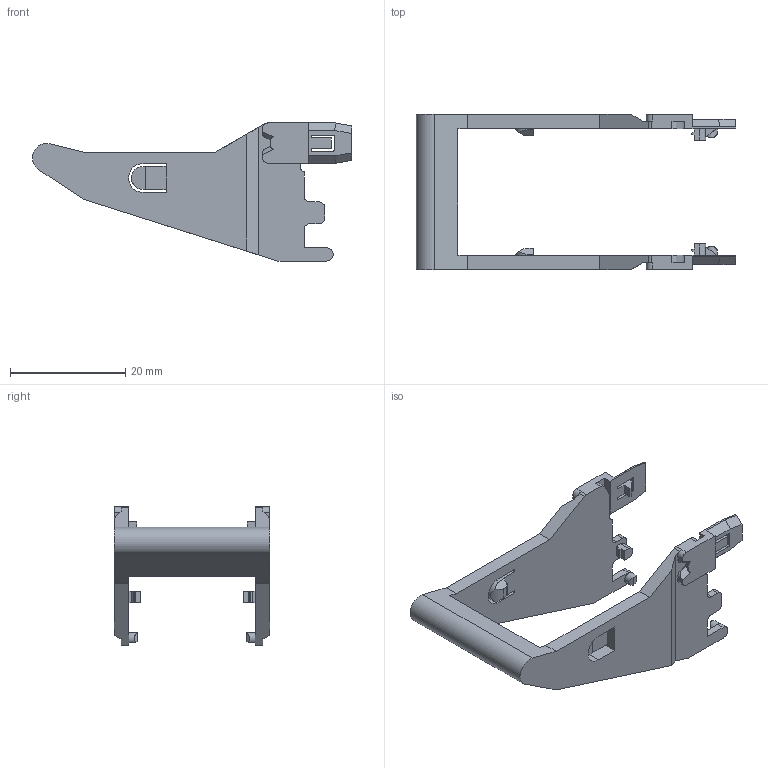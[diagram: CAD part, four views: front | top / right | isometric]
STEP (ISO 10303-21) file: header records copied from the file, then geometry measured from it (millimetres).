
FILE_DESCRIPTION((''),'2;1');
FILE_NAME('C-1816124-1','2015-08-28T',('workeradm'),('Tyco Electronics Ltd.'),'PRO/ENGINEER BY PARAMETRIC TECHNOLOGY CORPORATION, 2014090','PRO/ENGINEER BY PARAMETRIC TECHNOLOGY CORPORATION, 2014090','');
FILE_SCHEMA(('AUTOMOTIVE_DESIGN { 1 0 10303 214 1 1 1 1 }'));
Length unit declared in the file: millimetre
Products named in the file (1): C-1816124-1
Bounding box: 55.4 x 27 x 23.96 mm (x, y, z)
Volume: 3904.9 mm3; surface area: 4348.5 mm2
Topology: 1 solids, 1 shells, 206 faces, 588 edges, 386 vertices
Faces by surface type: plane 147, cylinder 59
Entity records: 7066 total; most frequent: CARTESIAN_POINT 1504, ORIENTED_EDGE 1176, DIRECTION 1044, EDGE_CURVE 588, VECTOR 464, LINE 464, VERTEX_POINT 386, AXIS2_PLACEMENT_3D 290
